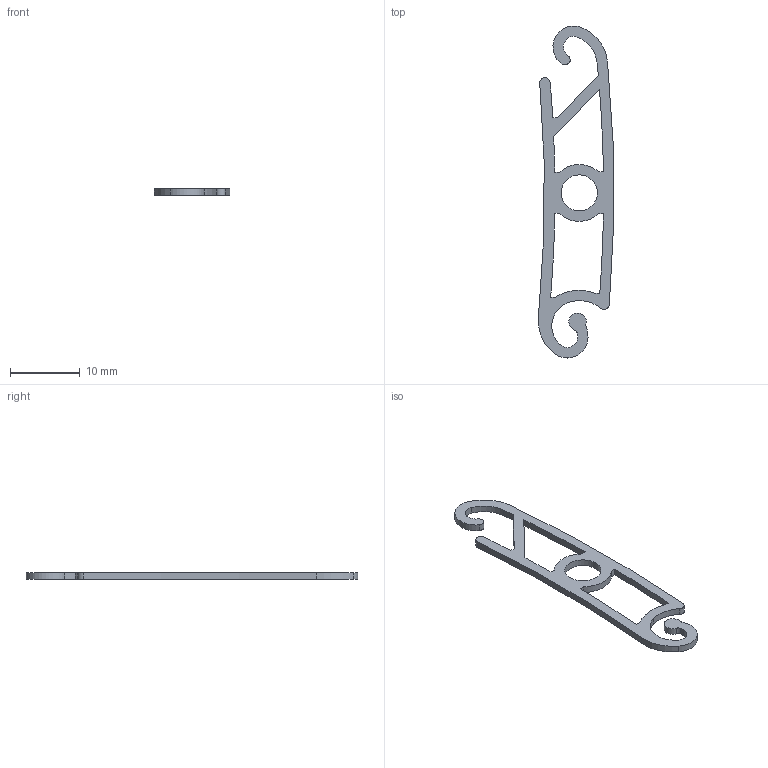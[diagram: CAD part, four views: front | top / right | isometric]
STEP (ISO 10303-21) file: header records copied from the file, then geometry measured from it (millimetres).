
FILE_DESCRIPTION((''),'2;1');
FILE_NAME('SP067_extern.ipt.step','2007-09-10T15:08:25',(''),(''),'Autodesk Inventor 11','Autodesk Inventor 11','');
FILE_SCHEMA(('AUTOMOTIVE_DESIGN { 1 0 10303 214 1 1 1 1 }'));
Length unit declared in the file: millimetre
Products named in the file (1): SP067_extern
Bounding box: 10.84 x 47.77 x 1 mm (x, y, z)
Volume: 203.3 mm3; surface area: 648.5 mm2
Topology: 1 solids, 1 shells, 41 faces, 117 edges, 78 vertices
Faces by surface type: cylinder 30, plane 11
Full cylindrical faces by diameter (mm): 5.2 x1
Entity records: 1401 total; most frequent: DIRECTION 260, CARTESIAN_POINT 236, ORIENTED_EDGE 232, EDGE_CURVE 116, AXIS2_PLACEMENT_3D 102, VERTEX_POINT 78, CIRCLE 60, VECTOR 56
